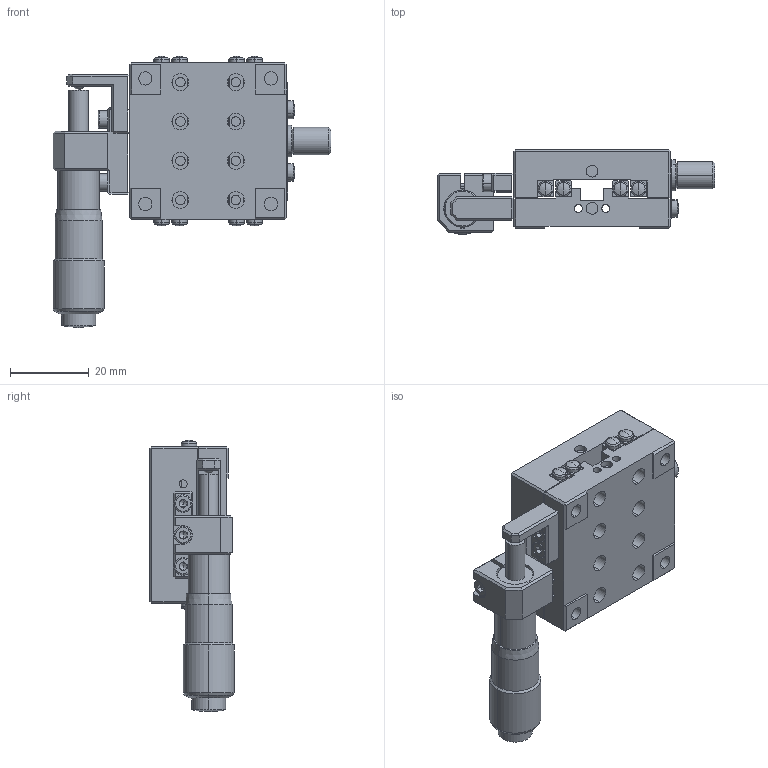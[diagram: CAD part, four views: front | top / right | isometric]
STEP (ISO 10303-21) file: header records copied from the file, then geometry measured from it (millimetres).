
FILE_DESCRIPTION (( 'STEP AP203' ), '1' );
FILE_NAME ('AK13A-4020RZ.step', '2019-05-08T06:25:56', ( '' ), ( '' ), 'SwSTEP 2.0', 'SolidWorks 2017', '' );
FILE_SCHEMA (( 'CONFIG_CONTROL_DESIGN' ));
Length unit declared in the file: millimetre
Products named in the file (1): AK13A-4020RZ
Bounding box: 70.8 x 21.5 x 69.1 mm (x, y, z)
Surface area: 18028.3 mm2 (no closed solid volume)
Topology: 0 solids, 29 shells, 646 faces, 2105 edges, 1420 vertices
Faces by surface type: plane 398, cylinder 152, bspline 32, cone 30, torus 26, sphere 8
Entity records: 23176 total; most frequent: CARTESIAN_POINT 4736, DIRECTION 3935, ORIENTED_EDGE 3396, EDGE_CURVE 2068, VERTEX_POINT 1417, LINE 1359, VECTOR 1359, AXIS2_PLACEMENT_3D 1288
